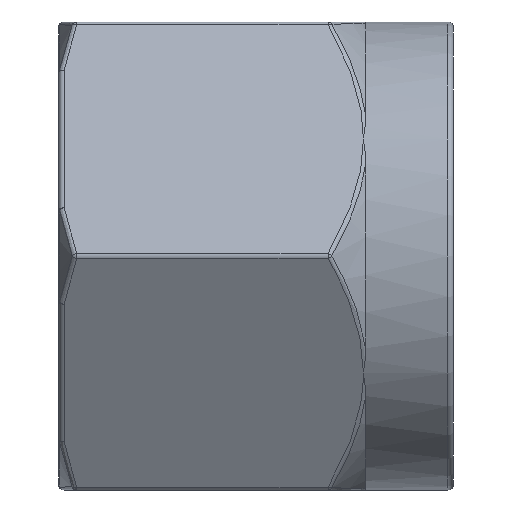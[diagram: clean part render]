
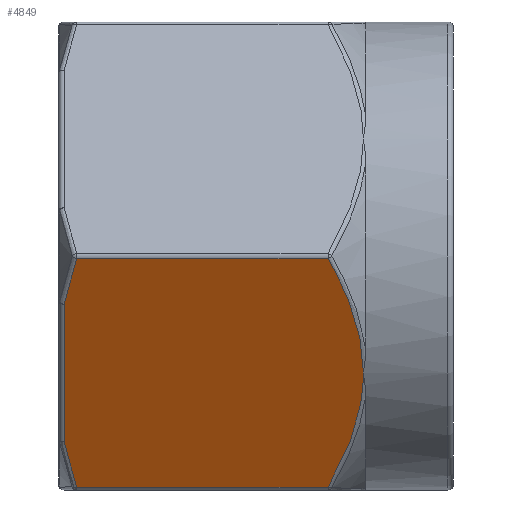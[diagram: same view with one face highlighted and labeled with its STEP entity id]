
A CAD part, front view. The second image highlights one B-rep face of the part: STEP entity #4849.
In plain terms, the highlighted planar face has unit normal (0, -0.866, -0.5).
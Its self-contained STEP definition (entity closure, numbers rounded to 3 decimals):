
#1828=CARTESIAN_POINT('',(-4.286,-4.673,
-7.906));
#1829=CARTESIAN_POINT('',(-4.205,-4.754,
-7.766));
#1830=CARTESIAN_POINT('',(-4.053,-4.913,
-7.49));
#1831=CARTESIAN_POINT('',(-3.846,-5.149,
-7.081));
#1832=CARTESIAN_POINT('',(-3.673,-5.37,
-6.699));
#1833=CARTESIAN_POINT('',(-3.528,-5.578,
-6.338));
#1834=CARTESIAN_POINT('',(-3.4,-5.788,
-5.975));
#1835=CARTESIAN_POINT('',(-3.291,-6.001,
-5.605));
#1836=CARTESIAN_POINT('',(-3.21,-6.198,
-5.264));
#1837=CARTESIAN_POINT('',(-3.154,-6.374,
-4.96));
#1838=CARTESIAN_POINT('',(-3.117,-6.529,
-4.692));
#1839=CARTESIAN_POINT('',(-3.094,-6.668,
-4.452));
#1840=CARTESIAN_POINT('',(-3.081,-6.795,
-4.231));
#1841=CARTESIAN_POINT('',(-3.078,-6.884,
-4.077));
#1842=CARTESIAN_POINT('',(-3.078,-6.928,
-4.));
#1844=DIRECTION('',(-1.,0.,0.));
#1845=VECTOR('',#1844,8.592);
#1846=CARTESIAN_POINT('',(-4.286,-4.673,
-7.906));
#1847=LINE('',#1846,#1845);
#1848=CARTESIAN_POINT('',(-13.313,-5.572,
-6.349));
#1849=CARTESIAN_POINT('',(-13.286,-5.502,
-6.47));
#1850=CARTESIAN_POINT('',(-13.228,-5.358,
-6.72));
#1851=CARTESIAN_POINT('',(-13.12,-5.123,
-7.127));
#1852=CARTESIAN_POINT('',(-13.,-4.888,
-7.534));
#1853=CARTESIAN_POINT('',(-12.919,-4.743,
-7.785));
#1854=CARTESIAN_POINT('',(-12.879,-4.673,
-7.906));
#1856=DIRECTION('',(0.,-0.5,0.866));
#1857=VECTOR('',#1856,5.424);
#1858=CARTESIAN_POINT('',(-13.313,-5.572,
-6.349));
#1859=LINE('',#1858,#1857);
#1860=CARTESIAN_POINT('',(-12.879,-9.183,
-0.094));
#1861=CARTESIAN_POINT('',(-12.918,-9.116,
-0.211));
#1862=CARTESIAN_POINT('',(-12.989,-8.987,
-0.433));
#1863=CARTESIAN_POINT('',(-13.078,-8.816,
-0.73));
#1864=CARTESIAN_POINT('',(-13.153,-8.661,
-0.998));
#1865=CARTESIAN_POINT('',(-13.216,-8.522,
-1.24));
#1866=CARTESIAN_POINT('',(-13.269,-8.397,
-1.456));
#1867=CARTESIAN_POINT('',(-13.299,-8.32,
-1.589));
#1868=CARTESIAN_POINT('',(-13.312,-8.284,
-1.652));
#1870=DIRECTION('',(-1.,0.,0.));
#1871=VECTOR('',#1870,8.592);
#1872=CARTESIAN_POINT('',(-4.286,-9.183,
-0.094));
#1873=LINE('',#1872,#1871);
#1874=CARTESIAN_POINT('',(-3.078,-6.928,
-4.));
#1875=CARTESIAN_POINT('',(-3.078,-7.002,
-3.873));
#1876=CARTESIAN_POINT('',(-3.086,-7.158,
-3.603));
#1877=CARTESIAN_POINT('',(-3.133,-7.422,
-3.145));
#1878=CARTESIAN_POINT('',(-3.226,-7.71,
-2.647));
#1879=CARTESIAN_POINT('',(-3.357,-7.992,
-2.157));
#1880=CARTESIAN_POINT('',(-3.509,-8.251,
-1.709));
#1881=CARTESIAN_POINT('',(-3.668,-8.479,
-1.314));
#1882=CARTESIAN_POINT('',(-3.825,-8.68,
-0.967));
#1883=CARTESIAN_POINT('',(-3.979,-8.86,
-0.654));
#1884=CARTESIAN_POINT('',(-4.129,-9.023,
-0.372));
#1885=CARTESIAN_POINT('',(-4.233,-9.131,
-0.185));
#1886=CARTESIAN_POINT('',(-4.286,-9.183,
-0.094));
#2689=VERTEX_POINT('',#1828);
#2690=VERTEX_POINT('',#1842);
#2764=CARTESIAN_POINT('',(-12.879,-4.673,
-7.906));
#2765=VERTEX_POINT('',#2764);
#2768=VERTEX_POINT('',#1848);
#2774=CARTESIAN_POINT('',(-13.312,-8.284,
-1.652));
#2775=VERTEX_POINT('',#2774);
#2779=VERTEX_POINT('',#1886);
#2783=CARTESIAN_POINT('',(-12.879,-9.183,
-0.094));
#2784=VERTEX_POINT('',#2783);
#4830=CARTESIAN_POINT('',(0.,-9.238,0.));
#4831=DIRECTION('',(0.,-0.866,-0.5));
#4832=DIRECTION('',(0.,0.5,-0.866));
#4833=AXIS2_PLACEMENT_3D('',#4830,#4831,#4832);
#4834=PLANE('',#4833);
#4835=ORIENTED_EDGE('',*,*,#4656,.F.);
#4837=ORIENTED_EDGE('',*,*,#4836,.T.);
#4839=ORIENTED_EDGE('',*,*,#4838,.F.);
#4841=ORIENTED_EDGE('',*,*,#4840,.T.);
#4843=ORIENTED_EDGE('',*,*,#4842,.F.);
#4845=ORIENTED_EDGE('',*,*,#4844,.F.);
#4846=ORIENTED_EDGE('',*,*,#4820,.F.);
#4847=EDGE_LOOP('',(#4835,#4837,#4839,#4841,#4843,#4845,#4846));
#4848=FACE_OUTER_BOUND('',#4847,.F.);
#1843=B_SPLINE_CURVE_WITH_KNOTS('',3,(#1828,#1829,#1830,#1831,#1832,#1833,#1834,
#1835,#1836,#1837,#1838,#1839,#1840,#1841,#1842),.UNSPECIFIED.,.F.,.F.,(4,1,1,1,
1,1,1,1,1,1,1,1,4),(0.,0.083,0.167,0.25,
0.333,0.417,0.5,0.583,0.667,
0.75,0.833,0.917,1.),.UNSPECIFIED.);
#1855=B_SPLINE_CURVE_WITH_KNOTS('',3,(#1848,#1849,#1850,#1851,#1852,#1853,
#1854),.UNSPECIFIED.,.F.,.F.,(4,1,1,1,4),(0.,0.25,0.5,0.75,1.),
.UNSPECIFIED.);
#1869=B_SPLINE_CURVE_WITH_KNOTS('',3,(#1860,#1861,#1862,#1863,#1864,#1865,#1866,
#1867,#1868),.UNSPECIFIED.,.F.,.F.,(4,1,1,1,1,1,4),(0.,0.167,
0.333,0.5,0.667,0.833,1.),
.UNSPECIFIED.);
#1887=B_SPLINE_CURVE_WITH_KNOTS('',3,(#1874,#1875,#1876,#1877,#1878,#1879,#1880,
#1881,#1882,#1883,#1884,#1885,#1886),.UNSPECIFIED.,.F.,.F.,(4,1,1,1,1,1,1,1,1,1,
4),(0.,0.1,0.2,0.3,0.4,0.5,0.6,0.7,0.8,0.9,1.),
.UNSPECIFIED.);
#4656=EDGE_CURVE('',#2689,#2690,#1843,.T.);
#4820=EDGE_CURVE('',#2690,#2779,#1887,.T.);
#4836=EDGE_CURVE('',#2689,#2765,#1847,.T.);
#4838=EDGE_CURVE('',#2768,#2765,#1855,.T.);
#4840=EDGE_CURVE('',#2768,#2775,#1859,.T.);
#4842=EDGE_CURVE('',#2784,#2775,#1869,.T.);
#4844=EDGE_CURVE('',#2779,#2784,#1873,.T.);
#4849=ADVANCED_FACE('',(#4848),#4834,.T.);
